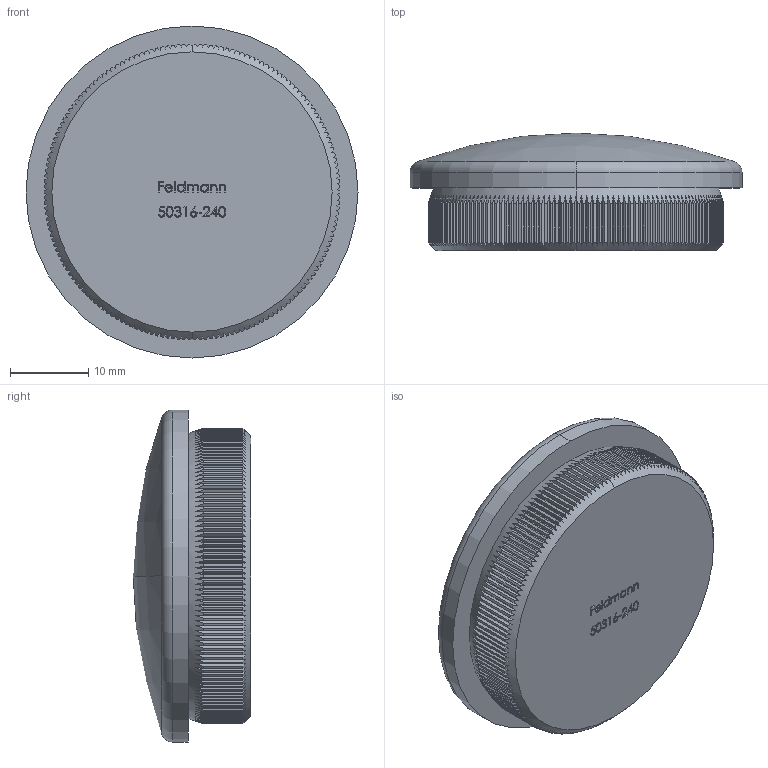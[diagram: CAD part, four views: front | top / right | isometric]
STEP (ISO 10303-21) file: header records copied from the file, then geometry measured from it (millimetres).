
FILE_DESCRIPTION (( 'STEP AP203' ), '1' );
FILE_NAME ('50310-240-25.step', '2018-10-25T11:50:12', ( '' ), ( '' ), 'SwSTEP 2.0', 'SolidWorks 2015', '' );
FILE_SCHEMA (( 'CONFIG_CONTROL_DESIGN' ));
Length unit declared in the file: millimetre
Products named in the file (1): 50310-240-25
Bounding box: 42.4 x 15 x 42.4 mm (x, y, z)
Volume: 15838.9 mm3; surface area: 4600.2 mm2
Topology: 1 solids, 1 shells, 744 faces, 2146 edges, 1429 vertices
Faces by surface type: plane 461, cylinder 172, bspline 103, cone 4, torus 2, sphere 2
Entity records: 30769 total; most frequent: CARTESIAN_POINT 12847, ORIENTED_EDGE 4292, DIRECTION 2900, EDGE_CURVE 2146, VERTEX_POINT 1429, AXIS2_PLACEMENT_3D 998, LINE 904, VECTOR 904
